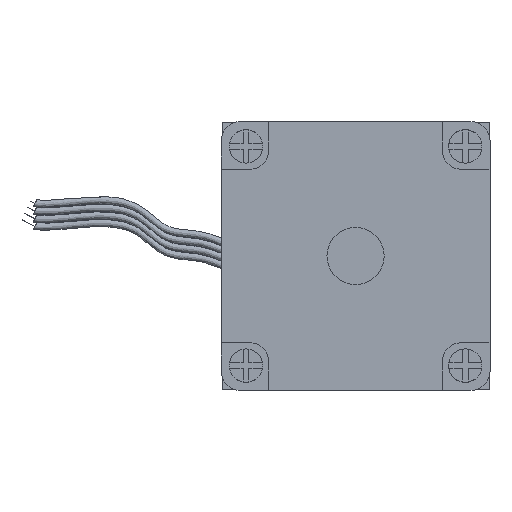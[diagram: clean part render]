
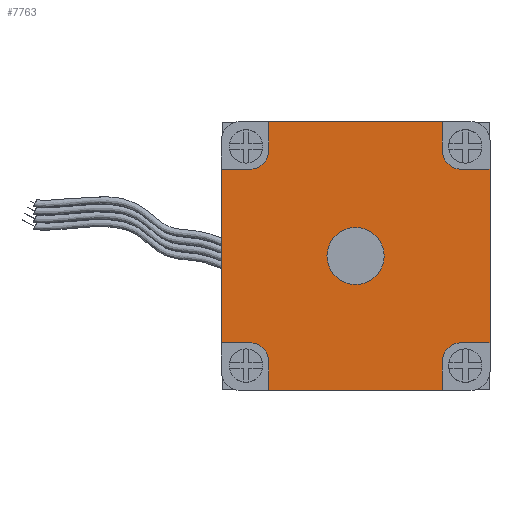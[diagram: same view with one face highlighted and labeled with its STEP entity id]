
A CAD part, front view. The second image highlights one B-rep face of the part: STEP entity #7763.
In plain terms, the highlighted planar face has unit normal (0, -1, 0).
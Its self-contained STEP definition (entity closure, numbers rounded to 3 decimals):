
#107 = DIRECTION ( 'NONE',  ( 0., 0., 1. ) ) ;
#435 = CARTESIAN_POINT ( 'NONE',  ( -14.1, 0., -9.1 ) ) ;
#572 = AXIS2_PLACEMENT_3D ( 'NONE', #8711, #12198, #19830 ) ;
#635 = VECTOR ( 'NONE', #16685, 1000. ) ;
#666 = VERTEX_POINT ( 'NONE', #7737 ) ;
#769 = VERTEX_POINT ( 'NONE', #435 ) ;
#910 = CARTESIAN_POINT ( 'NONE',  ( -14.1, 0., -14.1 ) ) ;
#1082 = LINE ( 'NONE', #5647, #15075 ) ;
#1149 = CARTESIAN_POINT ( 'NONE',  ( 9.1, 0., 11.1 ) ) ;
#1263 = CARTESIAN_POINT ( 'NONE',  ( 11.1, 0., -11.1 ) ) ;
#1342 = VERTEX_POINT ( 'NONE', #18203 ) ;
#1512 = DIRECTION ( 'NONE',  ( 0., -1., 0. ) ) ;
#1529 = AXIS2_PLACEMENT_3D ( 'NONE', #12336, #7693, #12661 ) ;
#1740 = CARTESIAN_POINT ( 'NONE',  ( 9.1, 0., 9.1 ) ) ;
#2089 = VERTEX_POINT ( 'NONE', #12138 ) ;
#2091 = CARTESIAN_POINT ( 'NONE',  ( 9.1, 0., 9.1 ) ) ;
#2211 = EDGE_CURVE ( 'NONE', #18810, #13199, #19790, .T. ) ;
#2519 = CARTESIAN_POINT ( 'NONE',  ( -9.1, 0., 14.1 ) ) ;
#2634 = VECTOR ( 'NONE', #17651, 1000. ) ;
#3010 = LINE ( 'NONE', #9439, #7785 ) ;
#3058 = CARTESIAN_POINT ( 'NONE',  ( -9.1, 0., 9.1 ) ) ;
#3234 = VECTOR ( 'NONE', #11902, 1000. ) ;
#3253 = EDGE_CURVE ( 'NONE', #12602, #3576, #20867, .T. ) ;
#3332 = ORIENTED_EDGE ( 'NONE', *, *, #7636, .F. ) ;
#3576 = VERTEX_POINT ( 'NONE', #20243 ) ;
#3642 = CARTESIAN_POINT ( 'NONE',  ( 0., 0., 3. ) ) ;
#3693 = EDGE_CURVE ( 'NONE', #2089, #11551, #5084, .T. ) ;
#3710 = DIRECTION ( 'NONE',  ( 0., -1., 0. ) ) ;
#3740 = ORIENTED_EDGE ( 'NONE', *, *, #20637, .T. ) ;
#3769 = VECTOR ( 'NONE', #16456, 1000. ) ;
#3858 = PLANE ( 'NONE',  #572 ) ;
#4547 = ORIENTED_EDGE ( 'NONE', *, *, #2211, .T. ) ;
#4850 = EDGE_CURVE ( 'NONE', #5940, #14653, #8817, .T. ) ;
#4881 = EDGE_CURVE ( 'NONE', #666, #1342, #1082, .T. ) ;
#4882 = CARTESIAN_POINT ( 'NONE',  ( -14.1, 0., 9.1 ) ) ;
#4907 = CARTESIAN_POINT ( 'NONE',  ( -9.1, 0., 11.1 ) ) ;
#5084 = CIRCLE ( 'NONE', #16911, 2. ) ;
#5173 = DIRECTION ( 'NONE',  ( 0., 1., 0. ) ) ;
#5189 = CARTESIAN_POINT ( 'NONE',  ( 0., 0., 0. ) ) ;
#5300 = ORIENTED_EDGE ( 'NONE', *, *, #4850, .F. ) ;
#5495 = ORIENTED_EDGE ( 'NONE', *, *, #14069, .T. ) ;
#5647 = CARTESIAN_POINT ( 'NONE',  ( -14.1, 0., -14.1 ) ) ;
#5940 = VERTEX_POINT ( 'NONE', #7854 ) ;
#6313 = EDGE_LOOP ( 'NONE', ( #11314, #6591 ) ) ;
#6327 = DIRECTION ( 'NONE',  ( -1., 0., 0. ) ) ;
#6352 = LINE ( 'NONE', #14616, #20874 ) ;
#6366 = VECTOR ( 'NONE', #10116, 1000. ) ;
#6433 = CIRCLE ( 'NONE', #19966, 2. ) ;
#6591 = ORIENTED_EDGE ( 'NONE', *, *, #10941, .F. ) ;
#7313 = DIRECTION ( 'NONE',  ( 0., 1., 0. ) ) ;
#7629 = ORIENTED_EDGE ( 'NONE', *, *, #14929, .T. ) ;
#7636 = EDGE_CURVE ( 'NONE', #3576, #11551, #14867, .T. ) ;
#7693 = DIRECTION ( 'NONE',  ( 0., 1., 0. ) ) ;
#7737 = CARTESIAN_POINT ( 'NONE',  ( 9.1, 0., -14.1 ) ) ;
#7763 = ADVANCED_FACE ( 'NONE', ( #18656, #16662 ), #3858, .F. ) ;
#7785 = VECTOR ( 'NONE', #14327, 1000. ) ;
#7854 = CARTESIAN_POINT ( 'NONE',  ( 14.1, 0., 9.1 ) ) ;
#7935 = VERTEX_POINT ( 'NONE', #17580 ) ;
#8180 = ORIENTED_EDGE ( 'NONE', *, *, #15233, .F. ) ;
#8250 = VERTEX_POINT ( 'NONE', #15064 ) ;
#8483 = CIRCLE ( 'NONE', #8811, 3. ) ;
#8711 = CARTESIAN_POINT ( 'NONE',  ( 0., 0., 0. ) ) ;
#8811 = AXIS2_PLACEMENT_3D ( 'NONE', #5189, #3710, #11641 ) ;
#8817 = LINE ( 'NONE', #13480, #3234 ) ;
#8872 = ORIENTED_EDGE ( 'NONE', *, *, #3253, .F. ) ;
#9397 = EDGE_CURVE ( 'NONE', #14828, #13816, #14478, .T. ) ;
#9414 = VECTOR ( 'NONE', #17972, 1000. ) ;
#9439 = CARTESIAN_POINT ( 'NONE',  ( -9.1, 0., 9.1 ) ) ;
#9627 = DIRECTION ( 'NONE',  ( 0., 0., 1. ) ) ;
#9895 = VERTEX_POINT ( 'NONE', #13474 ) ;
#10116 = DIRECTION ( 'NONE',  ( 0., 0., 1. ) ) ;
#10185 = VECTOR ( 'NONE', #6327, 1000. ) ;
#10510 = CARTESIAN_POINT ( 'NONE',  ( -9.1, 0., -11.1 ) ) ;
#10533 = LINE ( 'NONE', #910, #6366 ) ;
#10605 = EDGE_CURVE ( 'NONE', #9895, #14653, #16278, .T. ) ;
#10941 = EDGE_CURVE ( 'NONE', #20930, #7935, #18851, .T. ) ;
#11115 = DIRECTION ( 'NONE',  ( 0., 1., 0. ) ) ;
#11195 = CARTESIAN_POINT ( 'NONE',  ( 9.1, 0., -9.1 ) ) ;
#11314 = ORIENTED_EDGE ( 'NONE', *, *, #14342, .F. ) ;
#11551 = VERTEX_POINT ( 'NONE', #1149 ) ;
#11628 = DIRECTION ( 'NONE',  ( 0., 0., 1. ) ) ;
#11641 = DIRECTION ( 'NONE',  ( 0., 0., -1. ) ) ;
#11695 = LINE ( 'NONE', #18146, #3769 ) ;
#11902 = DIRECTION ( 'NONE',  ( 0., 0., -1. ) ) ;
#11932 = EDGE_CURVE ( 'NONE', #14965, #14828, #20240, .T. ) ;
#12089 = DIRECTION ( 'NONE',  ( -1., 0., 0. ) ) ;
#12100 = CARTESIAN_POINT ( 'NONE',  ( -11.1, 0., -9.1 ) ) ;
#12138 = CARTESIAN_POINT ( 'NONE',  ( 11.1, 0., 9.1 ) ) ;
#12198 = DIRECTION ( 'NONE',  ( 0., 1., 0. ) ) ;
#12336 = CARTESIAN_POINT ( 'NONE',  ( -11.1, 0., -11.1 ) ) ;
#12393 = EDGE_CURVE ( 'NONE', #18810, #769, #16073, .T. ) ;
#12490 = VECTOR ( 'NONE', #20763, 1000. ) ;
#12602 = VERTEX_POINT ( 'NONE', #2519 ) ;
#12661 = DIRECTION ( 'NONE',  ( 0., 0., 1. ) ) ;
#13162 = DIRECTION ( 'NONE',  ( 0., 0., -1. ) ) ;
#13199 = VERTEX_POINT ( 'NONE', #10510 ) ;
#13282 = ORIENTED_EDGE ( 'NONE', *, *, #19259, .F. ) ;
#13474 = CARTESIAN_POINT ( 'NONE',  ( 11.1, 0., -9.1 ) ) ;
#13480 = CARTESIAN_POINT ( 'NONE',  ( 14.1, 0., -14.1 ) ) ;
#13610 = LINE ( 'NONE', #2091, #635 ) ;
#13816 = VERTEX_POINT ( 'NONE', #4882 ) ;
#13828 = CARTESIAN_POINT ( 'NONE',  ( 14.1, 0., -9.1 ) ) ;
#14069 = EDGE_CURVE ( 'NONE', #8250, #9895, #6433, .T. ) ;
#14147 = CARTESIAN_POINT ( 'NONE',  ( -11.1, 0., 9.1 ) ) ;
#14319 = ORIENTED_EDGE ( 'NONE', *, *, #4881, .F. ) ;
#14327 = DIRECTION ( 'NONE',  ( 0., 0., -1. ) ) ;
#14330 = CARTESIAN_POINT ( 'NONE',  ( 0., 0., 0. ) ) ;
#14342 = EDGE_CURVE ( 'NONE', #7935, #20930, #8483, .T. ) ;
#14478 = LINE ( 'NONE', #3058, #10185 ) ;
#14616 = CARTESIAN_POINT ( 'NONE',  ( -9.1, 0., -9.1 ) ) ;
#14653 = VERTEX_POINT ( 'NONE', #13828 ) ;
#14828 = VERTEX_POINT ( 'NONE', #14147 ) ;
#14867 = LINE ( 'NONE', #1740, #17789 ) ;
#14929 = EDGE_CURVE ( 'NONE', #666, #8250, #11695, .T. ) ;
#14965 = VERTEX_POINT ( 'NONE', #4907 ) ;
#15064 = CARTESIAN_POINT ( 'NONE',  ( 9.1, 0., -11.1 ) ) ;
#15075 = VECTOR ( 'NONE', #12089, 1000. ) ;
#15171 = ORIENTED_EDGE ( 'NONE', *, *, #12393, .F. ) ;
#15233 = EDGE_CURVE ( 'NONE', #1342, #13199, #6352, .T. ) ;
#15994 = CARTESIAN_POINT ( 'NONE',  ( -14.1, 0., 14.1 ) ) ;
#16073 = LINE ( 'NONE', #16181, #9414 ) ;
#16138 = ORIENTED_EDGE ( 'NONE', *, *, #9397, .T. ) ;
#16181 = CARTESIAN_POINT ( 'NONE',  ( -9.1, 0., -9.1 ) ) ;
#16278 = LINE ( 'NONE', #11195, #2634 ) ;
#16456 = DIRECTION ( 'NONE',  ( 0., 0., 1. ) ) ;
#16585 = EDGE_LOOP ( 'NONE', ( #5300, #17826, #19892, #3332, #8872, #3740, #17310, #16138, #13282, #15171, #4547, #8180, #14319, #7629, #5495, #20340 ) ) ;
#16603 = CARTESIAN_POINT ( 'NONE',  ( -11.1, 0., 11.1 ) ) ;
#16662 = FACE_OUTER_BOUND ( 'NONE', #16585, .T. ) ;
#16685 = DIRECTION ( 'NONE',  ( 1., 0., 0. ) ) ;
#16911 = AXIS2_PLACEMENT_3D ( 'NONE', #17680, #11115, #9627 ) ;
#17043 = DIRECTION ( 'NONE',  ( 0., 0., 1. ) ) ;
#17310 = ORIENTED_EDGE ( 'NONE', *, *, #11932, .T. ) ;
#17580 = CARTESIAN_POINT ( 'NONE',  ( 0., 0., -3. ) ) ;
#17651 = DIRECTION ( 'NONE',  ( 1., 0., 0. ) ) ;
#17680 = CARTESIAN_POINT ( 'NONE',  ( 11.1, 0., 11.1 ) ) ;
#17789 = VECTOR ( 'NONE', #13162, 1000. ) ;
#17826 = ORIENTED_EDGE ( 'NONE', *, *, #19367, .F. ) ;
#17837 = AXIS2_PLACEMENT_3D ( 'NONE', #14330, #1512, #19185 ) ;
#17972 = DIRECTION ( 'NONE',  ( -1., 0., 0. ) ) ;
#18146 = CARTESIAN_POINT ( 'NONE',  ( 9.1, 0., -9.1 ) ) ;
#18203 = CARTESIAN_POINT ( 'NONE',  ( -9.1, 0., -14.1 ) ) ;
#18552 = AXIS2_PLACEMENT_3D ( 'NONE', #16603, #5173, #11628 ) ;
#18656 = FACE_BOUND ( 'NONE', #6313, .T. ) ;
#18810 = VERTEX_POINT ( 'NONE', #12100 ) ;
#18851 = CIRCLE ( 'NONE', #17837, 3. ) ;
#19185 = DIRECTION ( 'NONE',  ( 0., 0., -1. ) ) ;
#19259 = EDGE_CURVE ( 'NONE', #769, #13816, #10533, .T. ) ;
#19367 = EDGE_CURVE ( 'NONE', #2089, #5940, #13610, .T. ) ;
#19790 = CIRCLE ( 'NONE', #1529, 2. ) ;
#19830 = DIRECTION ( 'NONE',  ( 1., 0., 0. ) ) ;
#19892 = ORIENTED_EDGE ( 'NONE', *, *, #3693, .T. ) ;
#19966 = AXIS2_PLACEMENT_3D ( 'NONE', #1263, #7313, #17043 ) ;
#20240 = CIRCLE ( 'NONE', #18552, 2. ) ;
#20243 = CARTESIAN_POINT ( 'NONE',  ( 9.1, 0., 14.1 ) ) ;
#20340 = ORIENTED_EDGE ( 'NONE', *, *, #10605, .T. ) ;
#20637 = EDGE_CURVE ( 'NONE', #12602, #14965, #3010, .T. ) ;
#20763 = DIRECTION ( 'NONE',  ( 1., 0., 0. ) ) ;
#20867 = LINE ( 'NONE', #15994, #12490 ) ;
#20874 = VECTOR ( 'NONE', #107, 1000. ) ;
#20930 = VERTEX_POINT ( 'NONE', #3642 ) ;
